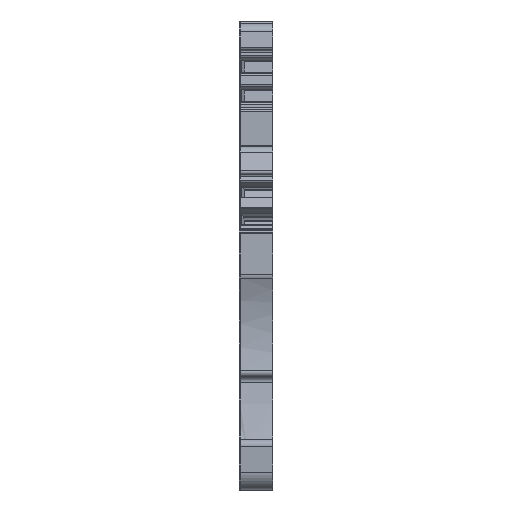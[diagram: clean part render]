
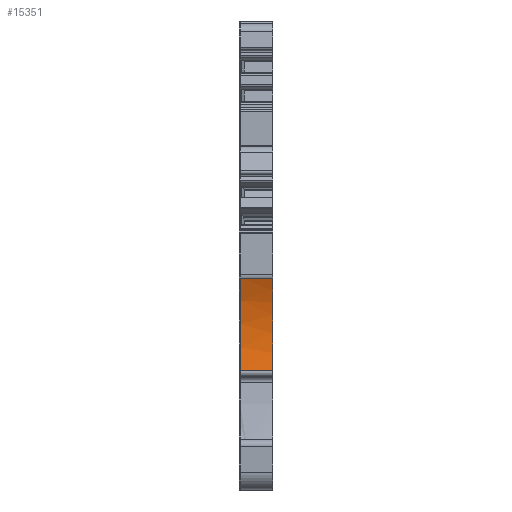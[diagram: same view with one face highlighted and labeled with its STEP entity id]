
A CAD part, front view. The second image highlights one B-rep face of the part: STEP entity #15351.
In plain terms, the highlighted cylindrical face has radius 15 mm (diameter 30 mm), a partial arc.
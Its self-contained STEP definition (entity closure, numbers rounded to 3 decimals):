
#1479=AXIS2_PLACEMENT_3D('Circle Axis2P3D',#1477,#1478,$) ;
#1486=AXIS2_PLACEMENT_3D('Circle Axis2P3D',#1484,#1485,$) ;
#15330=AXIS2_PLACEMENT_3D('Cylinder Axis2P3D',#15327,#15328,#15329) ;
#15334=AXIS2_PLACEMENT_3D('Circle Axis2P3D',#15332,#15333,$) ;
#1474=CARTESIAN_POINT('Vertex',(3.5,0.083,22.297)) ;
#1477=CARTESIAN_POINT('Axis2P3D Location',(3.5,-13.679,16.328)) ;
#1481=CARTESIAN_POINT('Vertex',(3.5,1.171,18.445)) ;
#1484=CARTESIAN_POINT('Axis2P3D Location',(3.5,-13.679,16.328)) ;
#1488=CARTESIAN_POINT('Vertex',(3.5,0.831,12.527)) ;
#15308=CARTESIAN_POINT('Line Origine',(1.75,0.083,22.297)) ;
#15312=CARTESIAN_POINT('Vertex',(0.1,0.083,22.297)) ;
#15327=CARTESIAN_POINT('Axis2P3D Location',(1.75,-13.679,16.328)) ;
#15332=CARTESIAN_POINT('Axis2P3D Location',(0.1,-13.679,16.328)) ;
#15336=CARTESIAN_POINT('Vertex',(0.1,0.831,12.527)) ;
#15339=CARTESIAN_POINT('Line Origine',(1.75,0.831,12.527)) ;
#1478=DIRECTION('Axis2P3D Direction',(-1.,0.,0.)) ;
#1485=DIRECTION('Axis2P3D Direction',(-1.,0.,0.)) ;
#15309=DIRECTION('Vector Direction',(-1.,0.,0.)) ;
#15328=DIRECTION('Axis2P3D Direction',(-1.,0.,0.)) ;
#15329=DIRECTION('Axis2P3D XDirection',(0.,0.917,0.398)) ;
#15333=DIRECTION('Axis2P3D Direction',(-1.,0.,0.)) ;
#15340=DIRECTION('Vector Direction',(-1.,0.,0.)) ;
#15310=VECTOR('Line Direction',#15309,1.) ;
#15341=VECTOR('Line Direction',#15340,1.) ;
#15345=ORIENTED_EDGE('',*,*,#15338,.T.) ;
#15346=ORIENTED_EDGE('',*,*,#15343,.T.) ;
#15347=ORIENTED_EDGE('',*,*,#1490,.T.) ;
#15348=ORIENTED_EDGE('',*,*,#1483,.T.) ;
#15349=ORIENTED_EDGE('',*,*,#15314,.T.) ;
#15351=ADVANCED_FACE('ZDK_1-5PE-GN',(#15350),#15331,.F.) ;
#1480=CIRCLE('generated circle',#1479,15.) ;
#1487=CIRCLE('generated circle',#1486,15.) ;
#15335=CIRCLE('generated circle',#15334,15.) ;
#15331=CYLINDRICAL_SURFACE('generated cylinder',#15330,15.) ;
#1483=EDGE_CURVE('',#1482,#1475,#1480,.F.) ;
#1490=EDGE_CURVE('',#1489,#1482,#1487,.F.) ;
#15314=EDGE_CURVE('',#1475,#15313,#15311,.T.) ;
#15338=EDGE_CURVE('',#15313,#15337,#15335,.T.) ;
#15343=EDGE_CURVE('',#15337,#1489,#15342,.F.) ;
#15344=EDGE_LOOP('',(#15345,#15346,#15347,#15348,#15349)) ;
#15350=FACE_OUTER_BOUND('',#15344,.T.) ;
#15311=LINE('Line',#15308,#15310) ;
#15342=LINE('Line',#15339,#15341) ;
#1475=VERTEX_POINT('',#1474) ;
#1482=VERTEX_POINT('',#1481) ;
#1489=VERTEX_POINT('',#1488) ;
#15313=VERTEX_POINT('',#15312) ;
#15337=VERTEX_POINT('',#15336) ;
